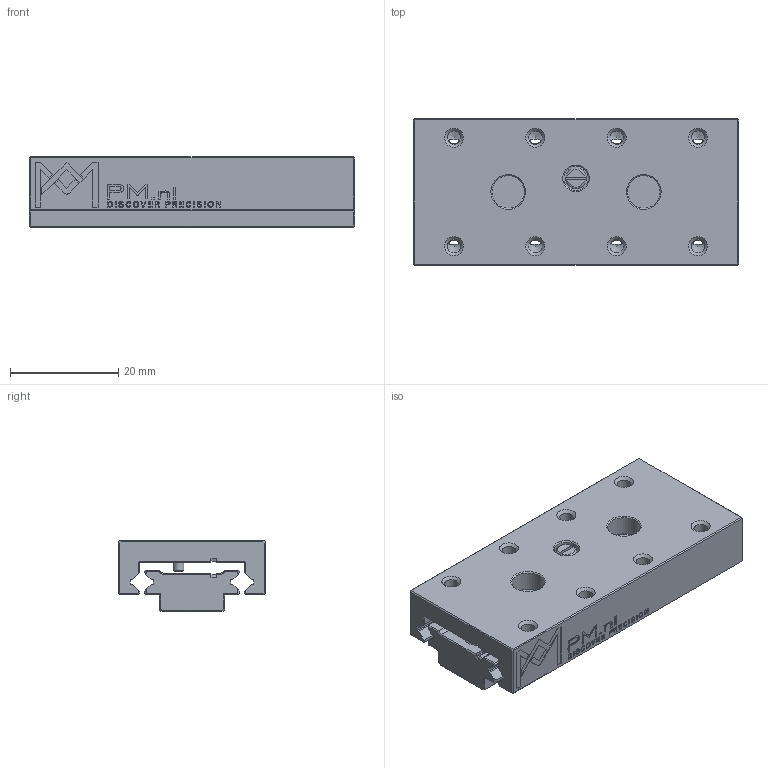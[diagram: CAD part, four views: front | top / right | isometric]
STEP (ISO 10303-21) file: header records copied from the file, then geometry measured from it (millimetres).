
FILE_DESCRIPTION(/* description */ (''),/* implementation_level */ '2;1');
FILE_NAME(/* name */ 'MSR 12-60 Assy_stp.stp',/* time_stamp */ '2024-10-01T15:43:12+02:00',/* author */ (''),/* organization */ (''),/* preprocessor_version */ 'ST-DEVELOPER v16.7',/* originating_system */ 'SIEMENS PLM Software NX 12.0',/* authorisation */ '');
FILE_SCHEMA (('AUTOMOTIVE_DESIGN { 1 0 10303 214 3 1 1 1 }'));
Length unit declared in the file: millimetre
Products named in the file (1): 046413_A_13-Slide MSR 12-60 Assy_stp
Bounding box: 60 x 27 x 13 mm (x, y, z)
Volume: 14255.8 mm3; surface area: 9924.7 mm2
Topology: 3 solids, 3 shells, 1301 faces, 3644 edges, 2412 vertices
Faces by surface type: plane 1046, bspline 180, cone 41, cylinder 32, torus 2
Full cylindrical faces by diameter (mm): 1.6 x1, 2 x1, 2.5 x8, 3.3 x3, 3.8 x1, 4.5 x1, 6 x5
Entity records: 46261 total; most frequent: CARTESIAN_POINT 10241, ORIENTED_EDGE 7146, DIRECTION 5519, EDGE_CURVE 3573, LINE 3087, VECTOR 3087, VERTEX_POINT 2402, EDGE_LOOP 1445
